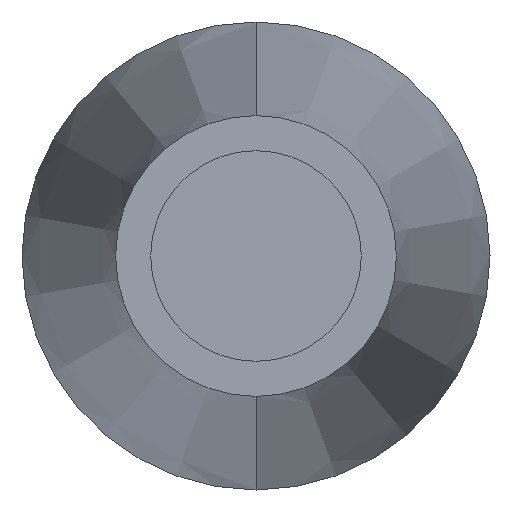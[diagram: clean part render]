
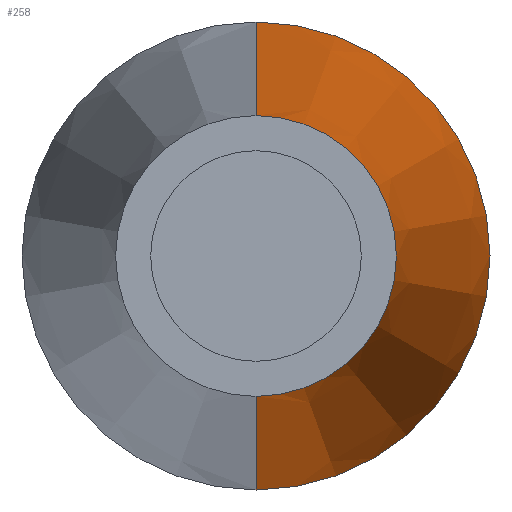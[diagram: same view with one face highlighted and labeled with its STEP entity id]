
A CAD part, front view. The second image highlights one B-rep face of the part: STEP entity #258.
In plain terms, the highlighted conical face has half-angle 5.856 degrees and reference radius 6 mm.
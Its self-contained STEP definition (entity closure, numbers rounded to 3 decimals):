
#8 = ORIENTED_EDGE ( 'NONE', *, *, #282, .F. ) ;
#21 = CARTESIAN_POINT ( 'NONE',  ( 0., 75.5, 10. ) ) ;
#27 = ORIENTED_EDGE ( 'NONE', *, *, #271, .T. ) ;
#29 = CARTESIAN_POINT ( 'NONE',  ( 0., 36.5, 6. ) ) ;
#76 = CARTESIAN_POINT ( 'NONE',  ( 0., 36.5, -6. ) ) ;
#98 = VERTEX_POINT ( 'NONE', #29 ) ;
#102 = DIRECTION ( 'NONE',  ( 0., 0., 1. ) ) ;
#103 = DIRECTION ( 'NONE',  ( 0., 1., 0. ) ) ;
#104 = CARTESIAN_POINT ( 'NONE',  ( 0., 75.5, 0. ) ) ;
#106 = DIRECTION ( 'NONE',  ( 0., 0.995, 0.102 ) ) ;
#107 = CARTESIAN_POINT ( 'NONE',  ( 0., 36.5, 6. ) ) ;
#108 = LINE ( 'NONE', #107, #321 ) ;
#116 = DIRECTION ( 'NONE',  ( 0., 0., 1. ) ) ;
#117 = CARTESIAN_POINT ( 'NONE',  ( 0., 36.5, 0. ) ) ;
#135 = CARTESIAN_POINT ( 'NONE',  ( 0., 36.5, -6. ) ) ;
#137 = DIRECTION ( 'NONE',  ( 0., 1., 0. ) ) ;
#143 = LINE ( 'NONE', #135, #341 ) ;
#147 = ORIENTED_EDGE ( 'NONE', *, *, #281, .F. ) ;
#155 = VERTEX_POINT ( 'NONE', #21 ) ;
#163 = DIRECTION ( 'NONE',  ( 0., 0.995, -0.102 ) ) ;
#164 = VERTEX_POINT ( 'NONE', #76 ) ;
#166 = DIRECTION ( 'NONE',  ( 0., 1., 0. ) ) ;
#168 = ORIENTED_EDGE ( 'NONE', *, *, #272, .T. ) ;
#176 = CARTESIAN_POINT ( 'NONE',  ( 0., 36.5, 0. ) ) ;
#180 = FACE_OUTER_BOUND ( 'NONE', #216, .T. ) ;
#181 = DIRECTION ( 'NONE',  ( 0., 0., 1. ) ) ;
#216 = EDGE_LOOP ( 'NONE', ( #168, #27, #8, #147 ) ) ;
#226 = VERTEX_POINT ( 'NONE', #240 ) ;
#240 = CARTESIAN_POINT ( 'NONE',  ( 0., 75.5, -10. ) ) ;
#258 = ADVANCED_FACE ( 'CONE_1', ( #180 ), #290, .T. ) ;
#271 = EDGE_CURVE ( 'NONE', #164, #226, #143, .T. ) ;
#272 = EDGE_CURVE ( 'NONE', #98, #164, #342, .T. ) ;
#281 = EDGE_CURVE ( 'NONE', #98, #155, #108, .T. ) ;
#282 = EDGE_CURVE ( 'NONE', #155, #226, #323, .T. ) ;
#290 = CONICAL_SURFACE ( 'NONE', #336, 6., 0.102 ) ;
#292 = AXIS2_PLACEMENT_3D ( 'NONE', #104, #103, #102 ) ;
#321 = VECTOR ( 'NONE', #106, 1000. ) ;
#323 = CIRCLE ( 'NONE', #292, 10. ) ;
#336 = AXIS2_PLACEMENT_3D ( 'NONE', #176, #166, #181 ) ;
#338 = AXIS2_PLACEMENT_3D ( 'NONE', #117, #137, #116 ) ;
#341 = VECTOR ( 'NONE', #163, 1000. ) ;
#342 = CIRCLE ( 'NONE', #338, 6. ) ;
